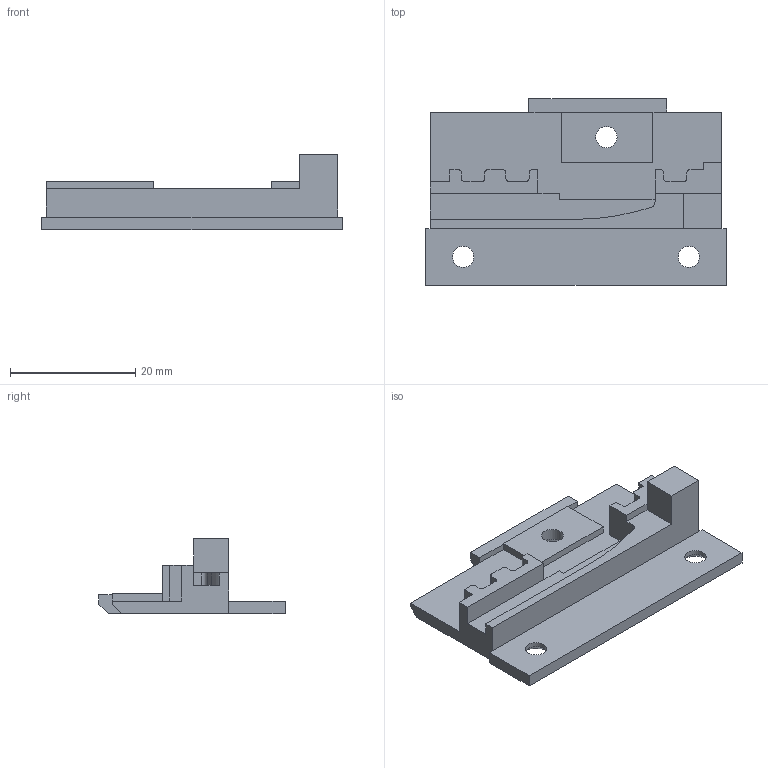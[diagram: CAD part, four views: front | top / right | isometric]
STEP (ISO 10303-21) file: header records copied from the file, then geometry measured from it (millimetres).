
FILE_DESCRIPTION(/* description */ ('Unknown'),/* implementation_level */ '2;1');
FILE_NAME(/* name */ 'Locking_cap',/* time_stamp */ '2023-11-16T14:44:54+02:00',/* author */ ('Unknown'),/* organization */ ('Unknown'),/* preprocessor_version */ 'ST-DEVELOPER v16.7',/* originating_system */ 'DEX',/* authorisation */ $);
FILE_SCHEMA (('AUTOMOTIVE_DESIGN {1 0 10303 214 3 1 1}'));
Length unit declared in the file: millimetre
Products named in the file (1): Locking_cap
Bounding box: 48 x 29.7 x 12 mm (x, y, z)
Volume: 4239.5 mm3; surface area: 3907.3 mm2
Topology: 1 solids, 1 shells, 83 faces, 236 edges, 154 vertices
Faces by surface type: plane 63, cylinder 17, cone 3
Full cylindrical faces by diameter (mm): 3.4 x3
Entity records: 2656 total; most frequent: CARTESIAN_POINT 462, ORIENTED_EDGE 454, DIRECTION 432, EDGE_CURVE 227, LINE 190, VECTOR 190, VERTEX_POINT 151, AXIS2_PLACEMENT_3D 121
